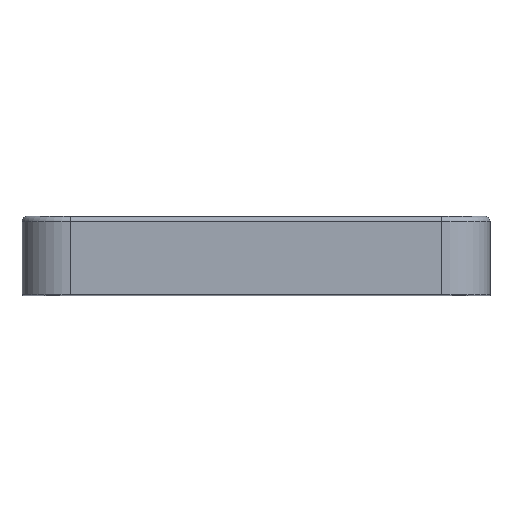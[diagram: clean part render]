
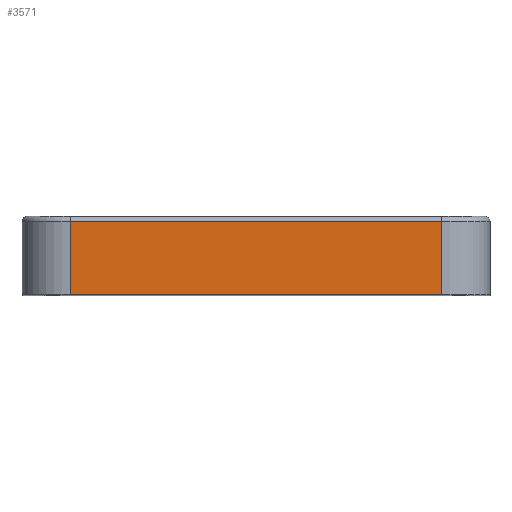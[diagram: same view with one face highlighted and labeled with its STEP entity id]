
A CAD part, top view. The second image highlights one B-rep face of the part: STEP entity #3571.
In plain terms, the highlighted planar face has unit normal (0, 0, 1).
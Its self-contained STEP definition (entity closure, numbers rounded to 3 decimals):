
#111=PLANE('',#3796);
#257=LINE('',#8241,#461);
#286=LINE('',#8653,#490);
#314=LINE('',#8714,#518);
#315=LINE('',#8716,#519);
#461=VECTOR('',#4179,10.);
#490=VECTOR('',#4320,10.);
#518=VECTOR('',#4398,10.);
#519=VECTOR('',#4401,10.);
#714=FACE_OUTER_BOUND('',#930,.T.);
#930=EDGE_LOOP('',(#3117,#3118,#3119,#3120));
#1579=VERTEX_POINT('',#8238);
#1580=VERTEX_POINT('',#8240);
#1616=VERTEX_POINT('',#8643);
#1618=VERTEX_POINT('',#8649);
#2053=EDGE_CURVE('',#1579,#1580,#257,.T.);
#2120=EDGE_CURVE('',#1616,#1618,#286,.T.);
#2156=EDGE_CURVE('',#1618,#1579,#314,.T.);
#2157=EDGE_CURVE('',#1580,#1616,#315,.T.);
#3117=ORIENTED_EDGE('',*,*,#2120,.F.);
#3118=ORIENTED_EDGE('',*,*,#2157,.F.);
#3119=ORIENTED_EDGE('',*,*,#2053,.F.);
#3120=ORIENTED_EDGE('',*,*,#2156,.F.);
#3571=ADVANCED_FACE('',(#714),#111,.T.);
#3796=AXIS2_PLACEMENT_3D('',#8715,#4399,#4400);
#4179=DIRECTION('',(-1.,0.,0.));
#4320=DIRECTION('',(1.,0.,0.));
#4398=DIRECTION('',(0.,-1.,0.));
#4399=DIRECTION('center_axis',(0.,0.,1.));
#4400=DIRECTION('ref_axis',(1.,0.,0.));
#4401=DIRECTION('',(0.,1.,0.));
#8238=CARTESIAN_POINT('',(109.84,0.,-7.16));
#8240=CARTESIAN_POINT('',(48.5,0.,-7.16));
#8241=CARTESIAN_POINT('',(117.84,0.,-7.16));
#8643=CARTESIAN_POINT('',(48.5,12.1,-7.16));
#8649=CARTESIAN_POINT('',(109.84,12.1,-7.16));
#8653=CARTESIAN_POINT('',(76.67,12.1,-7.16));
#8714=CARTESIAN_POINT('',(109.84,0.,-7.16));
#8715=CARTESIAN_POINT('Origin',(40.5,0.,-7.16));
#8716=CARTESIAN_POINT('',(48.5,0.,-7.16));
